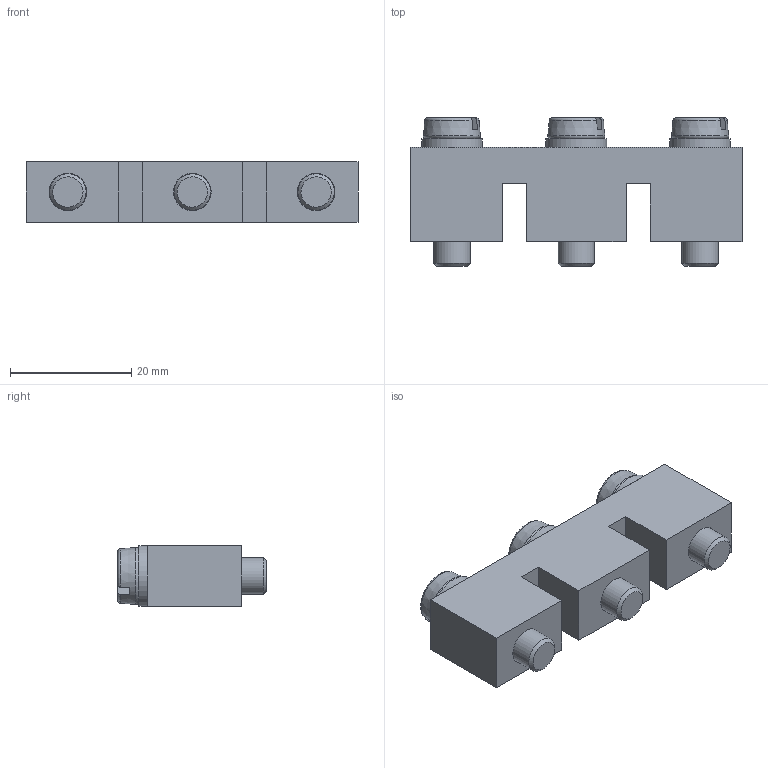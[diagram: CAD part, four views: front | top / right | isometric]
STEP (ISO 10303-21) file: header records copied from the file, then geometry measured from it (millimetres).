
FILE_DESCRIPTION(/* description */ (''),/* implementation_level */ '2;1');
FILE_NAME(/* name */ '17266_0_SQ70_3.stp',/* time_stamp */ '2020-12-02T09:12:44+01:00',/* author */ (''),/* organization */ (''),/* preprocessor_version */ 'ST-DEVELOPER v16.7',/* originating_system */ 'SIEMENS PLM Software NX 12.0',/* authorisation */ '');
FILE_SCHEMA (('AUTOMOTIVE_DESIGN { 1 0 10303 214 3 1 1 1 }'));
Length unit declared in the file: millimetre
Products named in the file (1): 17266_0_SQ70_3
Bounding box: 54.7 x 24.5 x 10 mm (x, y, z)
Volume: 8695.3 mm3; surface area: 6422.8 mm2
Topology: 7 solids, 7 shells, 74 faces, 171 edges, 114 vertices
Faces by surface type: plane 41, cylinder 15, cone 9, torus 9
Full cylindrical faces by diameter (mm): 5.3 x3, 6 x3, 6.2 x3, 6.6 x3, 10 x3
Entity records: 2112 total; most frequent: CARTESIAN_POINT 543, DIRECTION 312, ORIENTED_EDGE 258, AXIS2_PLACEMENT_3D 132, EDGE_CURVE 129, EDGE_LOOP 116, VERTEX_POINT 99, FACE_BOUND 82
